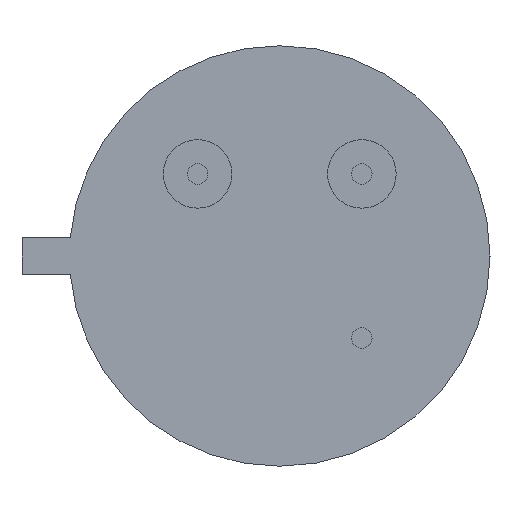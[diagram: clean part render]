
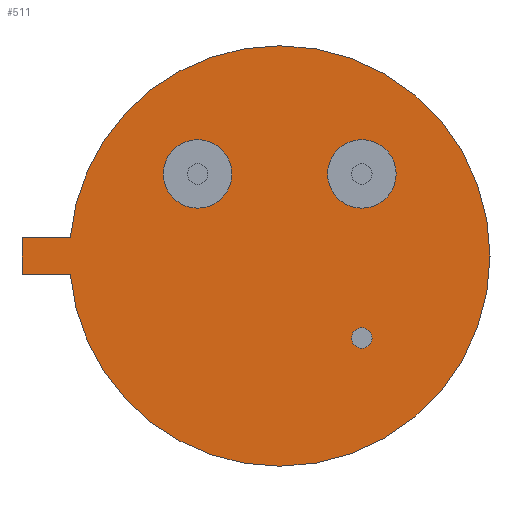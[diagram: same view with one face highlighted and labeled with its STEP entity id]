
A CAD part, front view. The second image highlights one B-rep face of the part: STEP entity #511.
In plain terms, the highlighted planar face has unit normal (0, -1, 0).
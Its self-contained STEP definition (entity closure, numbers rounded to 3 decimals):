
#2 = ORIENTED_EDGE ( 'NONE', *, *, #789, .F. ) ;
#9 = CARTESIAN_POINT ( 'NONE',  ( 0., 0., 0. ) ) ;
#11 = FACE_BOUND ( 'NONE', #259, .T. ) ;
#25 = LINE ( 'NONE', #546, #594 ) ;
#33 = EDGE_CURVE ( 'NONE', #713, #1139, #463, .T. ) ;
#34 = ORIENTED_EDGE ( 'NONE', *, *, #203, .F. ) ;
#63 = DIRECTION ( 'NONE',  ( 1., 0., 0. ) ) ;
#64 = VECTOR ( 'NONE', #63, 1000. ) ;
#65 = ORIENTED_EDGE ( 'NONE', *, *, #360, .F. ) ;
#96 = ORIENTED_EDGE ( 'NONE', *, *, #1350, .F. ) ;
#157 = EDGE_CURVE ( 'NONE', #1268, #825, #1040, .T. ) ;
#160 = DIRECTION ( 'NONE',  ( 0., -1., 0. ) ) ;
#203 = EDGE_CURVE ( 'NONE', #1139, #713, #986, .T. ) ;
#207 = CARTESIAN_POINT ( 'NONE',  ( -5.64, 0., -0.4 ) ) ;
#224 = VERTEX_POINT ( 'NONE', #948 ) ;
#230 = DIRECTION ( 'NONE',  ( 0., 1., 0. ) ) ;
#247 = AXIS2_PLACEMENT_3D ( 'NONE', #746, #1181, #849 ) ;
#259 = EDGE_LOOP ( 'NONE', ( #96, #837 ) ) ;
#287 = VERTEX_POINT ( 'NONE', #207 ) ;
#334 = VERTEX_POINT ( 'NONE', #763 ) ;
#337 = CIRCLE ( 'NONE', #1028, 4.6 ) ;
#348 = CARTESIAN_POINT ( 'NONE',  ( -5.64, 0., 0.4 ) ) ;
#357 = EDGE_CURVE ( 'NONE', #651, #287, #25, .T. ) ;
#360 = EDGE_CURVE ( 'NONE', #334, #651, #337, .T. ) ;
#396 = EDGE_CURVE ( 'NONE', #287, #1268, #842, .T. ) ;
#398 = AXIS2_PLACEMENT_3D ( 'NONE', #1121, #160, #794 ) ;
#403 = DIRECTION ( 'NONE',  ( 0., 0., 1. ) ) ;
#407 = DIRECTION ( 'NONE',  ( 0., 1., 0. ) ) ;
#452 = AXIS2_PLACEMENT_3D ( 'NONE', #643, #1065, #403 ) ;
#463 = CIRCLE ( 'NONE', #966, 0.75 ) ;
#479 = FACE_BOUND ( 'NONE', #768, .T. ) ;
#510 = VECTOR ( 'NONE', #1207, 1000. ) ;
#511 = ADVANCED_FACE ( 'NONE', ( #552, #479, #11 ), #1185, .F. ) ;
#514 = VERTEX_POINT ( 'NONE', #534 ) ;
#516 = ORIENTED_EDGE ( 'NONE', *, *, #33, .F. ) ;
#524 = DIRECTION ( 'NONE',  ( 0., -1., 0. ) ) ;
#534 = CARTESIAN_POINT ( 'NONE',  ( -1.796, 0., 1.046 ) ) ;
#546 = CARTESIAN_POINT ( 'NONE',  ( -5.64, 0., -0.4 ) ) ;
#551 = CARTESIAN_POINT ( 'NONE',  ( 1.796, 0., 1.046 ) ) ;
#552 = FACE_OUTER_BOUND ( 'NONE', #1387, .T. ) ;
#594 = VECTOR ( 'NONE', #649, 1000. ) ;
#629 = DIRECTION ( 'NONE',  ( 0., 0., 1. ) ) ;
#643 = CARTESIAN_POINT ( 'NONE',  ( 0., 0., 0. ) ) ;
#649 = DIRECTION ( 'NONE',  ( -1., 0., 0. ) ) ;
#651 = VERTEX_POINT ( 'NONE', #858 ) ;
#659 = DIRECTION ( 'NONE',  ( 0., 0., 1. ) ) ;
#706 = CARTESIAN_POINT ( 'NONE',  ( 1.796, 0., 1.796 ) ) ;
#713 = VERTEX_POINT ( 'NONE', #1099 ) ;
#717 = DIRECTION ( 'NONE',  ( 0., -1., 0. ) ) ;
#723 = DIRECTION ( 'NONE',  ( 0., 0., -1. ) ) ;
#725 = CARTESIAN_POINT ( 'NONE',  ( 0., 0., 0. ) ) ;
#746 = CARTESIAN_POINT ( 'NONE',  ( -1.796, 0., 1.796 ) ) ;
#758 = CIRCLE ( 'NONE', #398, 0.75 ) ;
#763 = CARTESIAN_POINT ( 'NONE',  ( 0., 0., -4.6 ) ) ;
#768 = EDGE_LOOP ( 'NONE', ( #34, #516 ) ) ;
#789 = EDGE_CURVE ( 'NONE', #885, #334, #1087, .T. ) ;
#794 = DIRECTION ( 'NONE',  ( 0., 0., -1. ) ) ;
#824 = CARTESIAN_POINT ( 'NONE',  ( -5.64, 0., 0.4 ) ) ;
#825 = VERTEX_POINT ( 'NONE', #1162 ) ;
#832 = CARTESIAN_POINT ( 'NONE',  ( 1.796, 0., 1.796 ) ) ;
#837 = ORIENTED_EDGE ( 'NONE', *, *, #1033, .F. ) ;
#842 = LINE ( 'NONE', #871, #510 ) ;
#849 = DIRECTION ( 'NONE',  ( 0., 0., -1. ) ) ;
#850 = CARTESIAN_POINT ( 'NONE',  ( 0., 0., 0. ) ) ;
#858 = CARTESIAN_POINT ( 'NONE',  ( -4.583, 0., -0.4 ) ) ;
#871 = CARTESIAN_POINT ( 'NONE',  ( -5.64, 0., 0.4 ) ) ;
#885 = VERTEX_POINT ( 'NONE', #1063 ) ;
#890 = EDGE_CURVE ( 'NONE', #825, #885, #1119, .T. ) ;
#913 = AXIS2_PLACEMENT_3D ( 'NONE', #9, #1294, #1180 ) ;
#948 = CARTESIAN_POINT ( 'NONE',  ( -1.796, 0., 2.546 ) ) ;
#966 = AXIS2_PLACEMENT_3D ( 'NONE', #706, #717, #1133 ) ;
#972 = ORIENTED_EDGE ( 'NONE', *, *, #890, .F. ) ;
#986 = CIRCLE ( 'NONE', #999, 0.75 ) ;
#999 = AXIS2_PLACEMENT_3D ( 'NONE', #832, #524, #723 ) ;
#1028 = AXIS2_PLACEMENT_3D ( 'NONE', #850, #230, #659 ) ;
#1033 = EDGE_CURVE ( 'NONE', #224, #514, #758, .T. ) ;
#1040 = LINE ( 'NONE', #824, #64 ) ;
#1063 = CARTESIAN_POINT ( 'NONE',  ( 0., 0., 4.6 ) ) ;
#1065 = DIRECTION ( 'NONE',  ( 0., 1., 0. ) ) ;
#1087 = CIRCLE ( 'NONE', #913, 4.6 ) ;
#1099 = CARTESIAN_POINT ( 'NONE',  ( 1.796, 0., 2.546 ) ) ;
#1107 = CIRCLE ( 'NONE', #247, 0.75 ) ;
#1113 = ORIENTED_EDGE ( 'NONE', *, *, #396, .F. ) ;
#1119 = CIRCLE ( 'NONE', #1151, 4.6 ) ;
#1121 = CARTESIAN_POINT ( 'NONE',  ( -1.796, 0., 1.796 ) ) ;
#1133 = DIRECTION ( 'NONE',  ( 0., 0., -1. ) ) ;
#1139 = VERTEX_POINT ( 'NONE', #551 ) ;
#1151 = AXIS2_PLACEMENT_3D ( 'NONE', #725, #407, #629 ) ;
#1162 = CARTESIAN_POINT ( 'NONE',  ( -4.583, 0., 0.4 ) ) ;
#1180 = DIRECTION ( 'NONE',  ( 0., 0., 1. ) ) ;
#1181 = DIRECTION ( 'NONE',  ( 0., -1., 0. ) ) ;
#1185 = PLANE ( 'NONE',  #452 ) ;
#1193 = ORIENTED_EDGE ( 'NONE', *, *, #157, .F. ) ;
#1207 = DIRECTION ( 'NONE',  ( 0., 0., 1. ) ) ;
#1268 = VERTEX_POINT ( 'NONE', #348 ) ;
#1294 = DIRECTION ( 'NONE',  ( 0., 1., 0. ) ) ;
#1350 = EDGE_CURVE ( 'NONE', #514, #224, #1107, .T. ) ;
#1387 = EDGE_LOOP ( 'NONE', ( #1422, #65, #2, #972, #1193, #1113 ) ) ;
#1422 = ORIENTED_EDGE ( 'NONE', *, *, #357, .F. ) ;
